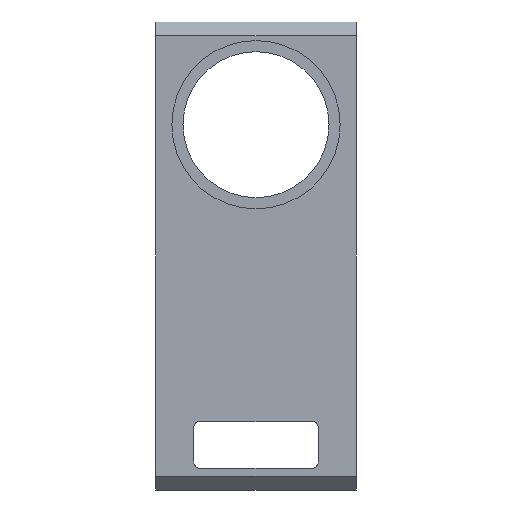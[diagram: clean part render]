
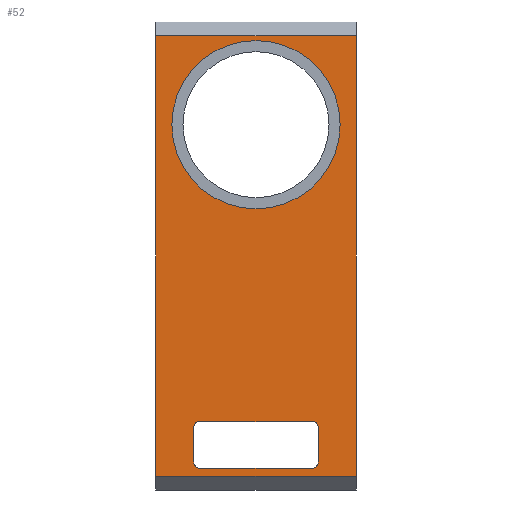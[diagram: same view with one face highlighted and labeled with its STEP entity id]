
A CAD part, front view. The second image highlights one B-rep face of the part: STEP entity #52.
In plain terms, the highlighted planar face has unit normal (0, -1, 0).
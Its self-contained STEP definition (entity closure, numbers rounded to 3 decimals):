
#52=ADVANCED_FACE('',(#80,#81,#82),#69,.F.);
#69=PLANE('',#338);
#80=FACE_BOUND('',#92,.T.);
#81=FACE_BOUND('',#93,.T.);
#82=FACE_BOUND('',#94,.T.);
#92=EDGE_LOOP('',(#128,#129,#130,#131,#132,#133,#134,#135));
#93=EDGE_LOOP('',(#136,#137,#138,#139));
#94=EDGE_LOOP('',(#140));
#116=CIRCLE('',#333,10.);
#117=CIRCLE('',#334,10.);
#118=CIRCLE('',#335,10.);
#119=CIRCLE('',#336,10.);
#120=CIRCLE('',#337,135.2);
#128=ORIENTED_EDGE('',*,*,#236,.F.);
#129=ORIENTED_EDGE('',*,*,#237,.F.);
#130=ORIENTED_EDGE('',*,*,#238,.F.);
#131=ORIENTED_EDGE('',*,*,#239,.F.);
#132=ORIENTED_EDGE('',*,*,#240,.F.);
#133=ORIENTED_EDGE('',*,*,#241,.F.);
#134=ORIENTED_EDGE('',*,*,#242,.F.);
#135=ORIENTED_EDGE('',*,*,#243,.F.);
#136=ORIENTED_EDGE('',*,*,#244,.F.);
#137=ORIENTED_EDGE('',*,*,#245,.T.);
#138=ORIENTED_EDGE('',*,*,#246,.F.);
#139=ORIENTED_EDGE('',*,*,#247,.T.);
#140=ORIENTED_EDGE('',*,*,#248,.F.);
#208=VERTEX_POINT('',#452);
#209=VERTEX_POINT('',#453);
#210=VERTEX_POINT('',#455);
#211=VERTEX_POINT('',#457);
#212=VERTEX_POINT('',#459);
#213=VERTEX_POINT('',#461);
#214=VERTEX_POINT('',#463);
#215=VERTEX_POINT('',#465);
#216=VERTEX_POINT('',#468);
#217=VERTEX_POINT('',#469);
#218=VERTEX_POINT('',#471);
#219=VERTEX_POINT('',#473);
#220=VERTEX_POINT('',#476);
#236=EDGE_CURVE('',#208,#209,#276,.T.);
#237=EDGE_CURVE('',#210,#208,#116,.T.);
#238=EDGE_CURVE('',#211,#210,#277,.T.);
#239=EDGE_CURVE('',#212,#211,#117,.T.);
#240=EDGE_CURVE('',#213,#212,#278,.T.);
#241=EDGE_CURVE('',#214,#213,#118,.T.);
#242=EDGE_CURVE('',#215,#214,#279,.T.);
#243=EDGE_CURVE('',#209,#215,#119,.T.);
#244=EDGE_CURVE('',#216,#217,#280,.T.);
#245=EDGE_CURVE('',#216,#218,#281,.T.);
#246=EDGE_CURVE('',#219,#218,#282,.T.);
#247=EDGE_CURVE('',#219,#217,#283,.T.);
#248=EDGE_CURVE('',#220,#220,#120,.T.);
#276=LINE('',#451,#304);
#277=LINE('',#456,#305);
#278=LINE('',#460,#306);
#279=LINE('',#464,#307);
#280=LINE('',#467,#308);
#281=LINE('',#470,#309);
#282=LINE('',#472,#310);
#283=LINE('',#474,#311);
#304=VECTOR('',#364,1.);
#305=VECTOR('',#367,1.);
#306=VECTOR('',#370,1.);
#307=VECTOR('',#373,1.);
#308=VECTOR('',#376,1.);
#309=VECTOR('',#377,1.);
#310=VECTOR('',#378,1.);
#311=VECTOR('',#379,1.);
#333=AXIS2_PLACEMENT_3D('',#454,#365,#366);
#334=AXIS2_PLACEMENT_3D('',#458,#368,#369);
#335=AXIS2_PLACEMENT_3D('',#462,#371,#372);
#336=AXIS2_PLACEMENT_3D('',#466,#374,#375);
#337=AXIS2_PLACEMENT_3D('',#475,#380,#381);
#338=AXIS2_PLACEMENT_3D('',#477,#382,#383);
#364=DIRECTION('',(0.,0.,-1.));
#365=DIRECTION('',(0.,-1.,0.));
#366=DIRECTION('',(1.,0.,0.));
#367=DIRECTION('',(-1.,0.,0.));
#368=DIRECTION('',(0.,-1.,0.));
#369=DIRECTION('',(1.,0.,0.));
#370=DIRECTION('',(0.,0.,1.));
#371=DIRECTION('',(0.,-1.,0.));
#372=DIRECTION('',(1.,0.,0.));
#373=DIRECTION('',(1.,0.,0.));
#374=DIRECTION('',(0.,-1.,0.));
#375=DIRECTION('',(1.,0.,0.));
#376=DIRECTION('',(0.,0.,1.));
#377=DIRECTION('',(1.,0.,0.));
#378=DIRECTION('',(0.,0.,-1.));
#379=DIRECTION('',(-1.,0.,0.));
#380=DIRECTION('',(0.,-1.,0.));
#381=DIRECTION('',(0.,0.,1.));
#382=DIRECTION('',(0.,1.,0.));
#383=DIRECTION('',(0.,0.,1.));
#451=CARTESIAN_POINT('',(-100.,-41.,-331.));
#452=CARTESIAN_POINT('',(-100.,-41.,-276.));
#453=CARTESIAN_POINT('',(-100.,-41.,-331.));
#454=CARTESIAN_POINT('',(-90.,-41.,-276.));
#455=CARTESIAN_POINT('',(-90.,-41.,-266.));
#456=CARTESIAN_POINT('',(-90.,-41.,-266.));
#457=CARTESIAN_POINT('',(90.,-41.,-266.));
#458=CARTESIAN_POINT('',(90.,-41.,-276.));
#459=CARTESIAN_POINT('',(100.,-41.,-276.));
#460=CARTESIAN_POINT('',(100.,-41.,-276.));
#461=CARTESIAN_POINT('',(100.,-41.,-331.));
#462=CARTESIAN_POINT('',(90.,-41.,-331.));
#463=CARTESIAN_POINT('',(90.,-41.,-341.));
#464=CARTESIAN_POINT('',(90.,-41.,-341.));
#465=CARTESIAN_POINT('',(-90.,-41.,-341.));
#466=CARTESIAN_POINT('',(-90.,-41.,-331.));
#467=CARTESIAN_POINT('',(-161.,-41.,376.));
#468=CARTESIAN_POINT('',(-161.,-41.,-354.));
#469=CARTESIAN_POINT('',(-161.,-41.,354.));
#470=CARTESIAN_POINT('',(-90.,-41.,-354.));
#471=CARTESIAN_POINT('',(161.,-41.,-354.));
#472=CARTESIAN_POINT('',(161.,-41.,-376.));
#473=CARTESIAN_POINT('',(161.,-41.,354.));
#474=CARTESIAN_POINT('',(-90.,-41.,354.));
#475=CARTESIAN_POINT('',(0.,-41.,211.));
#476=CARTESIAN_POINT('',(0.,-41.,346.2));
#477=CARTESIAN_POINT('',(-90.,-41.,-276.));
